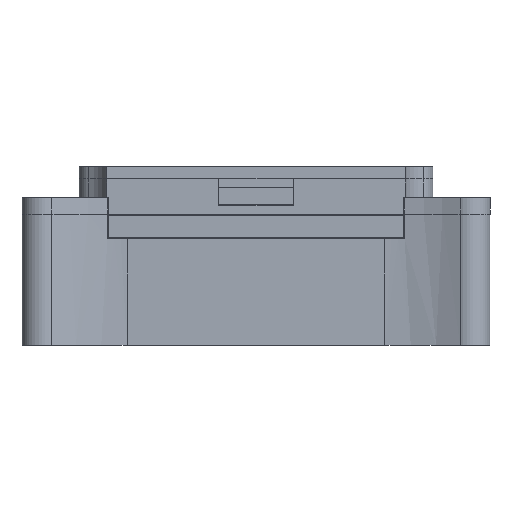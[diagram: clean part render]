
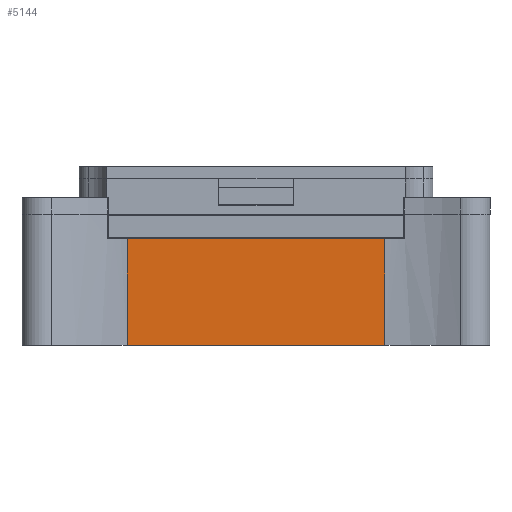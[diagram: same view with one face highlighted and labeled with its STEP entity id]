
A CAD part, front view. The second image highlights one B-rep face of the part: STEP entity #5144.
In plain terms, the highlighted planar face has unit normal (0, -1, 0).
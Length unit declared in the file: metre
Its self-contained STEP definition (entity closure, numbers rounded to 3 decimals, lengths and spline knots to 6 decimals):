
#1398=ORIENTED_EDGE('',*,*,#2292,.T.);
#1399=ORIENTED_EDGE('',*,*,#2419,.T.);
#1400=ORIENTED_EDGE('',*,*,#2420,.T.);
#1401=ORIENTED_EDGE('',*,*,#2339,.T.);
#2292=EDGE_CURVE('',#2895,#2894,#3391,.T.);
#2339=EDGE_CURVE('',#2941,#2895,#3418,.T.);
#2419=EDGE_CURVE('',#2894,#2994,#3484,.T.);
#2420=EDGE_CURVE('',#2994,#2941,#3485,.F.);
#2894=VERTEX_POINT('',#8211);
#2895=VERTEX_POINT('',#8213);
#2941=VERTEX_POINT('',#8309);
#2994=VERTEX_POINT('',#8456);
#3391=LINE('',#8212,#3915);
#3418=LINE('',#8308,#3942);
#3484=LINE('',#8455,#4008);
#3485=LINE('',#8457,#4009);
#3915=VECTOR('',#6693,1.);
#3942=VECTOR('',#6766,1.);
#4008=VECTOR('',#6888,1.);
#4009=VECTOR('',#6889,1.);
#4351=EDGE_LOOP('',(#1398,#1399,#1400,#1401));
#4687=FACE_BOUND('',#4351,.T.);
#4905=PLANE('',#5652);
#5144=ADVANCED_FACE('',(#4687),#4905,.F.);
#5652=AXIS2_PLACEMENT_3D('',#8454,#6886,#6887);
#6693=DIRECTION('',(0.,0.,1.));
#6766=DIRECTION('',(1.,0.,0.));
#6886=DIRECTION('',(0.,1.,0.));
#6887=DIRECTION('',(0.,0.,1.));
#6888=DIRECTION('',(-1.,0.,0.));
#6889=DIRECTION('',(0.,0.,1.));
#8211=CARTESIAN_POINT('',(0.015692,-0.0495,0.013));
#8212=CARTESIAN_POINT('',(0.015692,-0.0495,0.016));
#8213=CARTESIAN_POINT('',(0.015692,-0.0495,0.));
#8308=CARTESIAN_POINT('',(0.,-0.0495,0.));
#8309=CARTESIAN_POINT('',(-0.015692,-0.0495,0.));
#8454=CARTESIAN_POINT('',(0.,-0.0495,0.016));
#8455=CARTESIAN_POINT('',(0.,-0.0495,0.013));
#8456=CARTESIAN_POINT('',(-0.015692,-0.0495,0.013));
#8457=CARTESIAN_POINT('',(-0.015692,-0.0495,0.));
